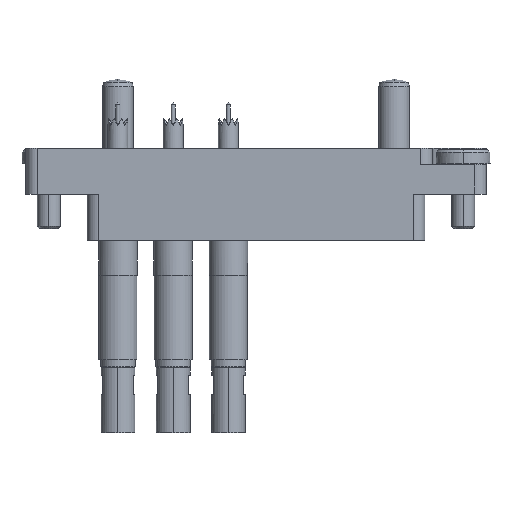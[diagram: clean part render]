
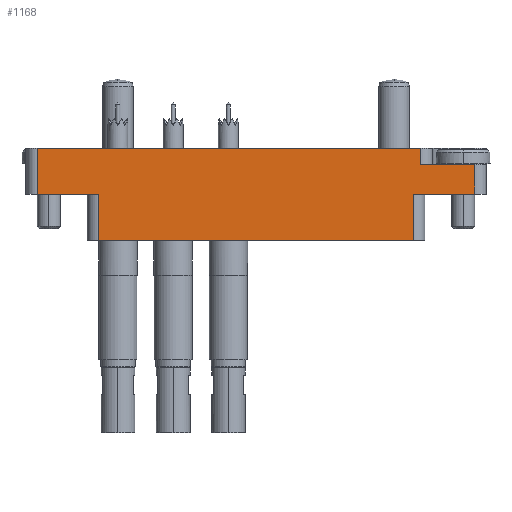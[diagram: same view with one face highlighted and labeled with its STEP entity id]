
A CAD part, left-side view. The second image highlights one B-rep face of the part: STEP entity #1168.
In plain terms, the highlighted face is planar.
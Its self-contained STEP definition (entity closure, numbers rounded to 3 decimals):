
#204 = VECTOR ( 'NONE', #14923, 1000. ) ;
#434 = DIRECTION ( 'NONE',  ( 0., -1., 0. ) ) ;
#686 = EDGE_CURVE ( 'NONE', #14726, #1356, #17642, .T. ) ;
#1168 = ADVANCED_FACE ( 'NONE', ( #18735 ), #8527, .F. ) ;
#1174 = LINE ( 'NONE', #20693, #204 ) ;
#1356 = VERTEX_POINT ( 'NONE', #19470 ) ;
#1507 = CARTESIAN_POINT ( 'NONE',  ( 20.5, -6., 14.35 ) ) ;
#1674 = ORIENTED_EDGE ( 'NONE', *, *, #20639, .F. ) ;
#1829 = VECTOR ( 'NONE', #4072, 1000. ) ;
#1835 = VERTEX_POINT ( 'NONE', #13696 ) ;
#3072 = ORIENTED_EDGE ( 'NONE', *, *, #9955, .T. ) ;
#3482 = EDGE_CURVE ( 'NONE', #7723, #1356, #4479, .T. ) ;
#3958 = VECTOR ( 'NONE', #9850, 1000. ) ;
#4072 = DIRECTION ( 'NONE',  ( -1., 0., 0. ) ) ;
#4250 = CARTESIAN_POINT ( 'NONE',  ( 28.5, 3.9, 14.35 ) ) ;
#4334 = VECTOR ( 'NONE', #16749, 1000. ) ;
#4479 = LINE ( 'NONE', #24108, #15322 ) ;
#4605 = DIRECTION ( 'NONE',  ( 0., 0., -1. ) ) ;
#4787 = VERTEX_POINT ( 'NONE', #9831 ) ;
#5171 = VECTOR ( 'NONE', #13253, 1000. ) ;
#5718 = LINE ( 'NONE', #25867, #14280 ) ;
#6209 = VERTEX_POINT ( 'NONE', #1507 ) ;
#6346 = ORIENTED_EDGE ( 'NONE', *, *, #10815, .T. ) ;
#6768 = VERTEX_POINT ( 'NONE', #24983 ) ;
#6811 = EDGE_CURVE ( 'NONE', #7723, #1835, #8633, .T. ) ;
#7684 = DIRECTION ( 'NONE',  ( 0., 1., 0. ) ) ;
#7723 = VERTEX_POINT ( 'NONE', #12900 ) ;
#7747 = LINE ( 'NONE', #13901, #3958 ) ;
#8527 = PLANE ( 'NONE',  #17100 ) ;
#8616 = LINE ( 'NONE', #16605, #18373 ) ;
#8633 = LINE ( 'NONE', #20550, #4334 ) ;
#9149 = VECTOR ( 'NONE', #15678, 1000. ) ;
#9373 = ORIENTED_EDGE ( 'NONE', *, *, #22220, .F. ) ;
#9831 = CARTESIAN_POINT ( 'NONE',  ( 28.5, 0., 14.35 ) ) ;
#9846 = CARTESIAN_POINT ( 'NONE',  ( -22., -6., 14.35 ) ) ;
#9850 = DIRECTION ( 'NONE',  ( 0., -1., 0. ) ) ;
#9955 = EDGE_CURVE ( 'NONE', #6209, #11720, #5718, .T. ) ;
#10815 = EDGE_CURVE ( 'NONE', #13341, #1835, #8616, .T. ) ;
#10819 = EDGE_LOOP ( 'NONE', ( #1674, #3072, #15930, #20251, #9373, #6346, #14005, #18405, #21308, #25577 ) ) ;
#11720 = VERTEX_POINT ( 'NONE', #24796 ) ;
#12602 = DIRECTION ( 'NONE',  ( -1., 0., 0. ) ) ;
#12747 = CARTESIAN_POINT ( 'NONE',  ( 30., 3.9, 14.35 ) ) ;
#12900 = CARTESIAN_POINT ( 'NONE',  ( -28.5, 6., 14.35 ) ) ;
#13253 = DIRECTION ( 'NONE',  ( 1., 0., 0. ) ) ;
#13341 = VERTEX_POINT ( 'NONE', #18223 ) ;
#13696 = CARTESIAN_POINT ( 'NONE',  ( 21.5, 6., 14.35 ) ) ;
#13901 = CARTESIAN_POINT ( 'NONE',  ( -20.5, 0., 14.35 ) ) ;
#14005 = ORIENTED_EDGE ( 'NONE', *, *, #6811, .F. ) ;
#14280 = VECTOR ( 'NONE', #7684, 1000. ) ;
#14726 = VERTEX_POINT ( 'NONE', #21749 ) ;
#14923 = DIRECTION ( 'NONE',  ( 0., 1., 0. ) ) ;
#15322 = VECTOR ( 'NONE', #434, 1000. ) ;
#15678 = DIRECTION ( 'NONE',  ( -1., 0., 0. ) ) ;
#15930 = ORIENTED_EDGE ( 'NONE', *, *, #25799, .F. ) ;
#16111 = LINE ( 'NONE', #9846, #1829 ) ;
#16605 = CARTESIAN_POINT ( 'NONE',  ( 21.5, 0., 14.35 ) ) ;
#16749 = DIRECTION ( 'NONE',  ( 1., 0., 0. ) ) ;
#17100 = AXIS2_PLACEMENT_3D ( 'NONE', #22528, #4605, #12602 ) ;
#17642 = LINE ( 'NONE', #25615, #9149 ) ;
#17950 = DIRECTION ( 'NONE',  ( -1., 0., 0. ) ) ;
#18223 = CARTESIAN_POINT ( 'NONE',  ( 21.5, 3.9, 14.35 ) ) ;
#18373 = VECTOR ( 'NONE', #20664, 1000. ) ;
#18405 = ORIENTED_EDGE ( 'NONE', *, *, #3482, .T. ) ;
#18705 = VERTEX_POINT ( 'NONE', #4250 ) ;
#18735 = FACE_OUTER_BOUND ( 'NONE', #10819, .T. ) ;
#19470 = CARTESIAN_POINT ( 'NONE',  ( -28.5, 0., 14.35 ) ) ;
#20251 = ORIENTED_EDGE ( 'NONE', *, *, #21789, .T. ) ;
#20301 = LINE ( 'NONE', #22260, #20341 ) ;
#20341 = VECTOR ( 'NONE', #17950, 1000. ) ;
#20550 = CARTESIAN_POINT ( 'NONE',  ( -30., 6., 14.35 ) ) ;
#20639 = EDGE_CURVE ( 'NONE', #6209, #6768, #16111, .T. ) ;
#20664 = DIRECTION ( 'NONE',  ( 0., 1., 0. ) ) ;
#20693 = CARTESIAN_POINT ( 'NONE',  ( 28.5, 3.9, 14.35 ) ) ;
#21308 = ORIENTED_EDGE ( 'NONE', *, *, #686, .F. ) ;
#21569 = EDGE_CURVE ( 'NONE', #14726, #6768, #7747, .T. ) ;
#21749 = CARTESIAN_POINT ( 'NONE',  ( -20.5, 0., 14.35 ) ) ;
#21789 = EDGE_CURVE ( 'NONE', #4787, #18705, #1174, .T. ) ;
#22220 = EDGE_CURVE ( 'NONE', #13341, #18705, #23065, .T. ) ;
#22260 = CARTESIAN_POINT ( 'NONE',  ( 30., 0., 14.35 ) ) ;
#22528 = CARTESIAN_POINT ( 'NONE',  ( -30., 0., 14.35 ) ) ;
#23065 = LINE ( 'NONE', #12747, #5171 ) ;
#24108 = CARTESIAN_POINT ( 'NONE',  ( -28.5, 0., 14.35 ) ) ;
#24796 = CARTESIAN_POINT ( 'NONE',  ( 20.5, 0., 14.35 ) ) ;
#24983 = CARTESIAN_POINT ( 'NONE',  ( -20.5, -6., 14.35 ) ) ;
#25577 = ORIENTED_EDGE ( 'NONE', *, *, #21569, .T. ) ;
#25615 = CARTESIAN_POINT ( 'NONE',  ( 30., 0., 14.35 ) ) ;
#25799 = EDGE_CURVE ( 'NONE', #4787, #11720, #20301, .T. ) ;
#25867 = CARTESIAN_POINT ( 'NONE',  ( 20.5, 0., 14.35 ) ) ;
